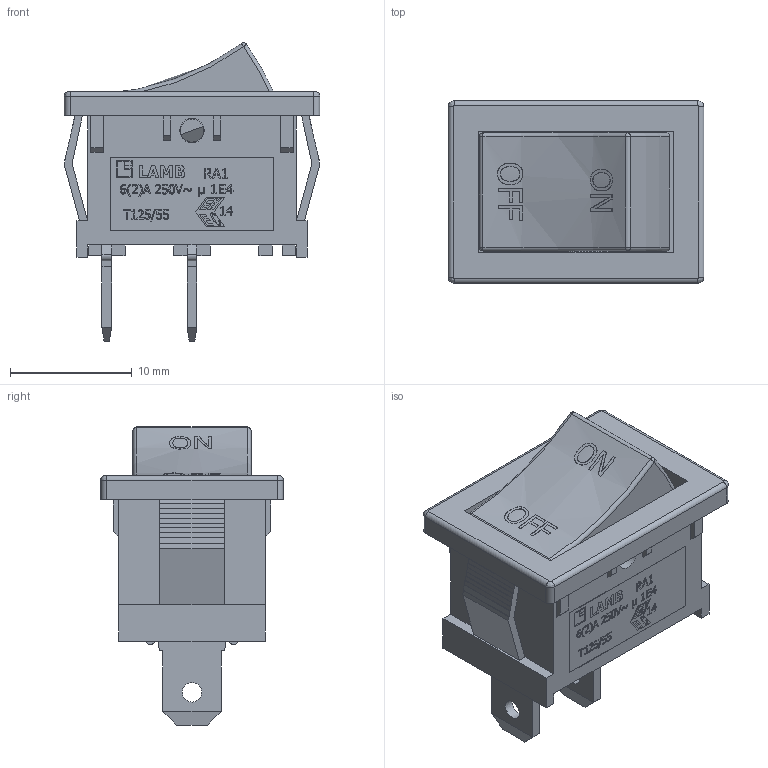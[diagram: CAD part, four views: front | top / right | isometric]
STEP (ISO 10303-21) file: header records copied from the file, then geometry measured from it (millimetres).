
FILE_DESCRIPTION(/* description */ (''),/* implementation_level */ '2;1');
FILE_NAME(/* name */ 'RA1113xxx3.stp',/* time_stamp */ '2025-06-02T16:23:52-05:00',/* author */ ('mroman'),/* organization */ (''),/* preprocessor_version */ 'ST-DEVELOPER v18.1',/* originating_system */ 'Autodesk Inventor 2022',/* authorisation */ '');
FILE_SCHEMA (('AUTOMOTIVE_DESIGN { 1 0 10303 214 3 1 1 }'));
Length unit declared in the file: centimetre
Products named in the file (1): RA1113xxx3
Bounding box: 21 x 15 x 24.5 mm (x, y, z)
Volume: 1502.4 mm3; surface area: 3402.8 mm2
Topology: 2 solids, 2 shells, 881 faces, 2400 edges, 1588 vertices
Faces by surface type: plane 602, bspline 235, cylinder 34, torus 6, sphere 4
Full cylindrical faces by diameter (mm): 1.6 x2, 2 x2
Entity records: 35808 total; most frequent: CARTESIAN_POINT 15053, ORIENTED_EDGE 4800, DIRECTION 3296, EDGE_CURVE 2400, LINE 1818, VECTOR 1818, VERTEX_POINT 1588, EDGE_LOOP 958
